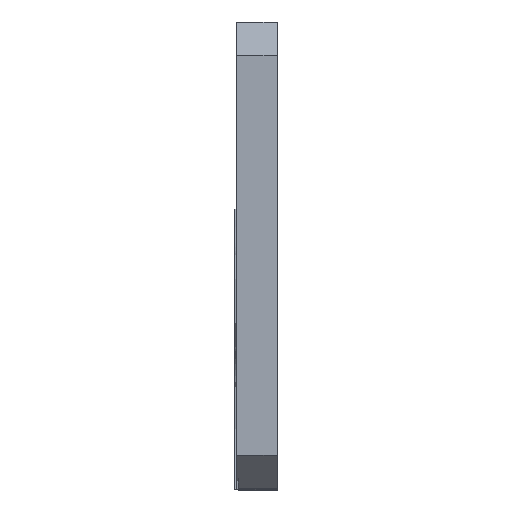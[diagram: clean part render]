
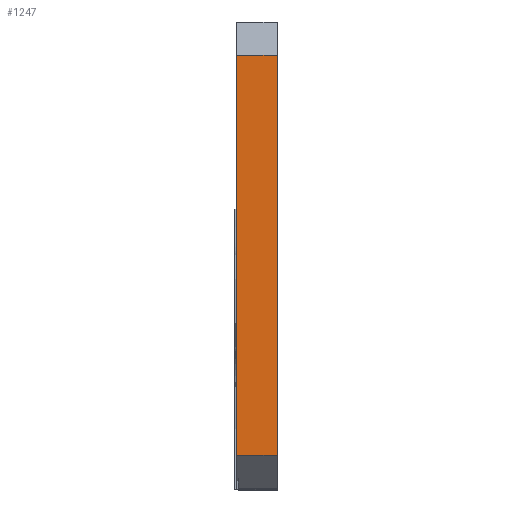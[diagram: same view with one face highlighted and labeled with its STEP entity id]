
A CAD part, top view. The second image highlights one B-rep face of the part: STEP entity #1247.
In plain terms, the highlighted planar face has unit normal (0, 0, 1).
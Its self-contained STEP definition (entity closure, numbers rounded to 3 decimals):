
#68=PLANE('',#1357);
#129=FACE_OUTER_BOUND('',#196,.T.);
#196=EDGE_LOOP('',(#1170,#1171,#1172,#1173));
#229=LINE('',#1775,#380);
#295=LINE('',#1921,#446);
#345=LINE('',#2036,#496);
#347=LINE('',#2040,#498);
#380=VECTOR('',#1428,10.);
#446=VECTOR('',#1570,10.);
#496=VECTOR('',#1676,10.);
#498=VECTOR('',#1682,10.);
#562=VERTEX_POINT('',#1772);
#563=VERTEX_POINT('',#1774);
#605=VERTEX_POINT('',#1920);
#642=VERTEX_POINT('',#2035);
#686=EDGE_CURVE('',#563,#562,#229,.T.);
#759=EDGE_CURVE('',#605,#563,#295,.T.);
#817=EDGE_CURVE('',#605,#642,#345,.T.);
#819=EDGE_CURVE('',#562,#642,#347,.T.);
#1170=ORIENTED_EDGE('',*,*,#686,.T.);
#1171=ORIENTED_EDGE('',*,*,#819,.T.);
#1172=ORIENTED_EDGE('',*,*,#817,.F.);
#1173=ORIENTED_EDGE('',*,*,#759,.T.);
#1247=ADVANCED_FACE('',(#129),#68,.T.);
#1357=AXIS2_PLACEMENT_3D('',#2041,#1683,#1684);
#1428=DIRECTION('',(0.,-1.,0.));
#1570=DIRECTION('',(-1.,0.,0.));
#1676=DIRECTION('',(0.,-1.,0.));
#1682=DIRECTION('',(1.,0.,0.));
#1683=DIRECTION('center_axis',(0.,0.,1.));
#1684=DIRECTION('ref_axis',(0.,-1.,0.));
#1772=CARTESIAN_POINT('',(-1.472,2.503,29.));
#1774=CARTESIAN_POINT('',(-1.472,32.497,29.));
#1775=CARTESIAN_POINT('',(-1.472,24.452,29.));
#1920=CARTESIAN_POINT('',(1.6,32.497,29.));
#1921=CARTESIAN_POINT('',(0.,32.497,29.));
#2035=CARTESIAN_POINT('',(1.6,2.503,29.));
#2036=CARTESIAN_POINT('',(1.6,32.497,29.));
#2040=CARTESIAN_POINT('',(0.,2.503,29.));
#2041=CARTESIAN_POINT('Origin',(0.,32.497,29.));
